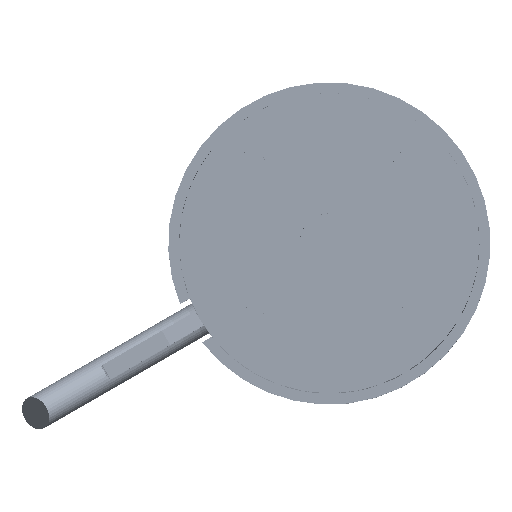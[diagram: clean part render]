
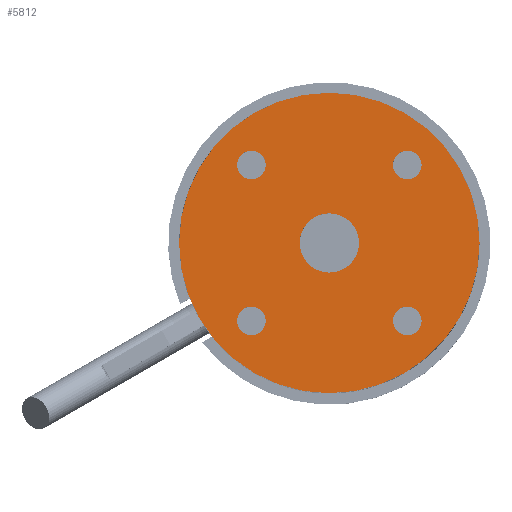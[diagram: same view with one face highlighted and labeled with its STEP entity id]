
A CAD part, top view. The second image highlights one B-rep face of the part: STEP entity #5812.
In plain terms, the highlighted face is planar.
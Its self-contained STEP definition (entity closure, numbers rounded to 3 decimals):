
#410=FACE_BOUND('',#1877,.T.);
#411=FACE_BOUND('',#1878,.T.);
#412=FACE_BOUND('',#1879,.T.);
#413=FACE_BOUND('',#1880,.T.);
#414=FACE_BOUND('',#1881,.T.);
#1473=FACE_OUTER_BOUND('',#1876,.T.);
#1876=EDGE_LOOP('',(#4855));
#1877=EDGE_LOOP('',(#4856));
#1878=EDGE_LOOP('',(#4857));
#1879=EDGE_LOOP('',(#4858));
#1880=EDGE_LOOP('',(#4859));
#1881=EDGE_LOOP('',(#4860));
#2261=CIRCLE('',#6460,10.9);
#2262=CIRCLE('',#6462,1.038);
#2263=CIRCLE('',#6464,1.038);
#2264=CIRCLE('',#6466,1.038);
#2265=CIRCLE('',#6468,1.038);
#2266=CIRCLE('',#6470,2.15);
#2691=VERTEX_POINT('',#10861);
#2692=VERTEX_POINT('',#10865);
#2693=VERTEX_POINT('',#10869);
#2694=VERTEX_POINT('',#10873);
#2695=VERTEX_POINT('',#10877);
#2696=VERTEX_POINT('',#10881);
#3439=EDGE_CURVE('',#2691,#2691,#2261,.T.);
#3440=EDGE_CURVE('',#2692,#2692,#2262,.F.);
#3442=EDGE_CURVE('',#2693,#2693,#2263,.F.);
#3444=EDGE_CURVE('',#2694,#2694,#2264,.F.);
#3446=EDGE_CURVE('',#2695,#2695,#2265,.F.);
#3448=EDGE_CURVE('',#2696,#2696,#2266,.T.);
#4855=ORIENTED_EDGE('',*,*,#3439,.F.);
#4856=ORIENTED_EDGE('',*,*,#3440,.T.);
#4857=ORIENTED_EDGE('',*,*,#3442,.T.);
#4858=ORIENTED_EDGE('',*,*,#3444,.T.);
#4859=ORIENTED_EDGE('',*,*,#3446,.T.);
#4860=ORIENTED_EDGE('',*,*,#3448,.F.);
#5541=PLANE('',#6472);
#5812=ADVANCED_FACE('',(#1473,#410,#411,#412,#413,#414),#5541,.F.);
#6460=AXIS2_PLACEMENT_3D('',#10863,#7825,#7826);
#6462=AXIS2_PLACEMENT_3D('',#10866,#7829,#7830);
#6464=AXIS2_PLACEMENT_3D('',#10870,#7834,#7835);
#6466=AXIS2_PLACEMENT_3D('',#10874,#7839,#7840);
#6468=AXIS2_PLACEMENT_3D('',#10878,#7844,#7845);
#6470=AXIS2_PLACEMENT_3D('',#10882,#7849,#7850);
#6472=AXIS2_PLACEMENT_3D('',#10886,#7854,#7855);
#7825=DIRECTION('center_axis',(-1.,0.,0.));
#7826=DIRECTION('ref_axis',(0.,-0.5,-0.866));
#7829=DIRECTION('center_axis',(1.,0.,0.));
#7830=DIRECTION('ref_axis',(0.,-0.5,-0.866));
#7834=DIRECTION('center_axis',(1.,0.,0.));
#7835=DIRECTION('ref_axis',(0.,-0.5,-0.866));
#7839=DIRECTION('center_axis',(1.,0.,0.));
#7840=DIRECTION('ref_axis',(0.,-0.5,-0.866));
#7844=DIRECTION('center_axis',(1.,0.,0.));
#7845=DIRECTION('ref_axis',(0.,-0.5,-0.866));
#7849=DIRECTION('center_axis',(1.,0.,0.));
#7850=DIRECTION('ref_axis',(0.,-0.5,-0.866));
#7854=DIRECTION('center_axis',(-1.,0.,0.));
#7855=DIRECTION('ref_axis',(0.,-0.5,-0.866));
#10861=CARTESIAN_POINT('',(40.222,5.45,10.44));
#10863=CARTESIAN_POINT('Origin',(40.222,0.,
1.));
#10865=CARTESIAN_POINT('',(40.222,2.589,-5.829));
#10866=CARTESIAN_POINT('Origin',(40.222,2.071,-6.727));
#10869=CARTESIAN_POINT('',(40.222,-7.209,-0.172));
#10870=CARTESIAN_POINT('Origin',(40.222,-7.727,-1.071));
#10873=CARTESIAN_POINT('',(40.222,8.246,3.969));
#10874=CARTESIAN_POINT('Origin',(40.222,7.727,3.071));
#10877=CARTESIAN_POINT('',(40.222,-1.552,9.626));
#10878=CARTESIAN_POINT('Origin',(40.222,-2.071,8.727));
#10881=CARTESIAN_POINT('',(40.222,1.075,2.862));
#10882=CARTESIAN_POINT('Origin',(40.222,0.,
1.));
#10886=CARTESIAN_POINT('Origin',(40.222,0.,
1.));
